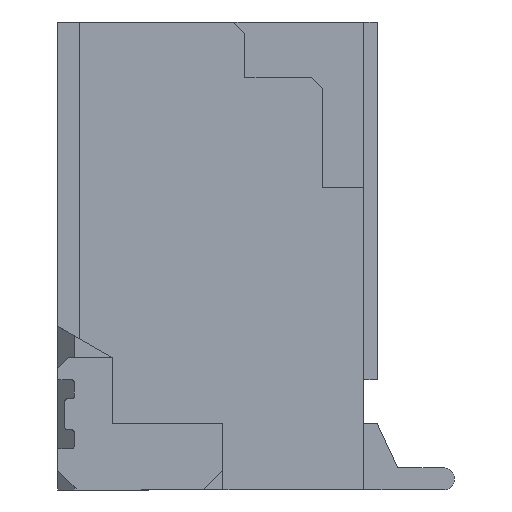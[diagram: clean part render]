
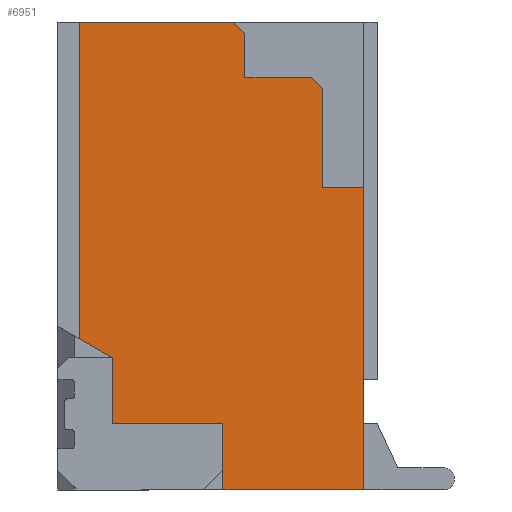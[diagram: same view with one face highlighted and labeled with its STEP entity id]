
A CAD part, left-side view. The second image highlights one B-rep face of the part: STEP entity #6951.
In plain terms, the highlighted planar face has unit normal (-1, 0, 0).
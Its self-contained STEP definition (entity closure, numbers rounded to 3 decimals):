
#231=FACE_OUTER_BOUND('',#647,.T.);
#647=EDGE_LOOP('',(#5064,#5065,#5066,#5067,#5068,#5069,#5070,#5071,#5072,
#5073,#5074,#5075,#5076,#5077));
#1207=LINE('',#10157,#2153);
#1293=LINE('',#10329,#2239);
#1317=LINE('',#10374,#2263);
#1318=LINE('',#10376,#2264);
#1319=LINE('',#10378,#2265);
#1320=LINE('',#10380,#2266);
#1321=LINE('',#10382,#2267);
#1322=LINE('',#10383,#2268);
#1323=LINE('',#10385,#2269);
#1324=LINE('',#10387,#2270);
#1325=LINE('',#10389,#2271);
#1326=LINE('',#10391,#2272);
#1327=LINE('',#10393,#2273);
#1328=LINE('',#10394,#2274);
#2153=VECTOR('',#8208,1000.);
#2239=VECTOR('',#8302,1000.);
#2263=VECTOR('',#8328,1000.);
#2264=VECTOR('',#8329,1000.);
#2265=VECTOR('',#8330,1000.);
#2266=VECTOR('',#8331,1000.);
#2267=VECTOR('',#8332,1000.);
#2268=VECTOR('',#8333,1000.);
#2269=VECTOR('',#8334,1000.);
#2270=VECTOR('',#8335,1000.);
#2271=VECTOR('',#8336,1000.);
#2272=VECTOR('',#8337,1000.);
#2273=VECTOR('',#8338,1000.);
#2274=VECTOR('',#8339,1000.);
#3055=VERTEX_POINT('',#10154);
#3056=VERTEX_POINT('',#10156);
#3137=VERTEX_POINT('',#10326);
#3138=VERTEX_POINT('',#10328);
#3158=VERTEX_POINT('',#10373);
#3159=VERTEX_POINT('',#10375);
#3160=VERTEX_POINT('',#10377);
#3161=VERTEX_POINT('',#10379);
#3162=VERTEX_POINT('',#10381);
#3163=VERTEX_POINT('',#10384);
#3164=VERTEX_POINT('',#10386);
#3165=VERTEX_POINT('',#10388);
#3166=VERTEX_POINT('',#10390);
#3167=VERTEX_POINT('',#10392);
#3773=EDGE_CURVE('',#3055,#3056,#1207,.T.);
#3859=EDGE_CURVE('',#3137,#3138,#1293,.T.);
#3883=EDGE_CURVE('',#3137,#3158,#1317,.T.);
#3884=EDGE_CURVE('',#3159,#3158,#1318,.T.);
#3885=EDGE_CURVE('',#3160,#3159,#1319,.T.);
#3886=EDGE_CURVE('',#3161,#3160,#1320,.T.);
#3887=EDGE_CURVE('',#3162,#3161,#1321,.T.);
#3888=EDGE_CURVE('',#3056,#3162,#1322,.T.);
#3889=EDGE_CURVE('',#3055,#3163,#1323,.T.);
#3890=EDGE_CURVE('',#3163,#3164,#1324,.T.);
#3891=EDGE_CURVE('',#3164,#3165,#1325,.T.);
#3892=EDGE_CURVE('',#3165,#3166,#1326,.T.);
#3893=EDGE_CURVE('',#3166,#3167,#1327,.T.);
#3894=EDGE_CURVE('',#3167,#3138,#1328,.T.);
#5064=ORIENTED_EDGE('',*,*,#3859,.F.);
#5065=ORIENTED_EDGE('',*,*,#3883,.T.);
#5066=ORIENTED_EDGE('',*,*,#3884,.F.);
#5067=ORIENTED_EDGE('',*,*,#3885,.F.);
#5068=ORIENTED_EDGE('',*,*,#3886,.F.);
#5069=ORIENTED_EDGE('',*,*,#3887,.F.);
#5070=ORIENTED_EDGE('',*,*,#3888,.F.);
#5071=ORIENTED_EDGE('',*,*,#3773,.F.);
#5072=ORIENTED_EDGE('',*,*,#3889,.T.);
#5073=ORIENTED_EDGE('',*,*,#3890,.T.);
#5074=ORIENTED_EDGE('',*,*,#3891,.T.);
#5075=ORIENTED_EDGE('',*,*,#3892,.T.);
#5076=ORIENTED_EDGE('',*,*,#3893,.T.);
#5077=ORIENTED_EDGE('',*,*,#3894,.T.);
#6561=PLANE('',#7414);
#6951=ADVANCED_FACE('',(#231),#6561,.T.);
#7414=AXIS2_PLACEMENT_3D('',#10372,#8326,#8327);
#8208=DIRECTION('',(0.,-1.,0.));
#8302=DIRECTION('',(0.,0.,1.));
#8326=DIRECTION('center_axis',(-1.,0.,0.));
#8327=DIRECTION('ref_axis',(0.,0.,1.));
#8328=DIRECTION('',(0.,-1.,0.));
#8329=DIRECTION('',(0.,0.5,-0.866));
#8330=DIRECTION('',(0.,1.,0.));
#8331=DIRECTION('',(0.,0.,-1.));
#8332=DIRECTION('',(0.,1.,0.));
#8333=DIRECTION('',(0.,0.,-1.));
#8334=DIRECTION('',(0.,0.,-1.));
#8335=DIRECTION('',(0.,1.,0.));
#8336=DIRECTION('',(0.,0.707,-0.707));
#8337=DIRECTION('',(0.,0.,-1.));
#8338=DIRECTION('',(0.,1.,0.));
#8339=DIRECTION('',(0.,0.707,-0.707));
#10154=CARTESIAN_POINT('',(-4.,2.75,1.33));
#10156=CARTESIAN_POINT('',(-4.,0.,1.33));
#10157=CARTESIAN_POINT('',(-4.,1.,1.33));
#10326=CARTESIAN_POINT('',(-4.,4.25,-1.25));
#10328=CARTESIAN_POINT('',(-4.,4.25,0.15));
#10329=CARTESIAN_POINT('',(-4.,4.25,1.45));
#10372=CARTESIAN_POINT('Origin',(-4.,0.,0.));
#10373=CARTESIAN_POINT('',(-4.,1.373,-1.25));
#10374=CARTESIAN_POINT('',(-4.,0.,-1.25));
#10375=CARTESIAN_POINT('',(-4.,1.2,-0.95));
#10376=CARTESIAN_POINT('',(-4.,0.489,0.282));
#10377=CARTESIAN_POINT('',(-4.,0.6,-0.95));
#10378=CARTESIAN_POINT('',(-4.,0.,-0.95));
#10379=CARTESIAN_POINT('',(-4.,0.6,0.05));
#10380=CARTESIAN_POINT('',(-4.,0.6,0.));
#10381=CARTESIAN_POINT('',(-4.,0.,0.05));
#10382=CARTESIAN_POINT('',(-4.,0.,0.05));
#10383=CARTESIAN_POINT('',(-4.,0.,1.33));
#10384=CARTESIAN_POINT('',(-4.,2.75,0.95));
#10385=CARTESIAN_POINT('',(-4.,2.75,0.));
#10386=CARTESIAN_POINT('',(-4.,3.65,0.95));
#10387=CARTESIAN_POINT('',(-4.,0.,0.95));
#10388=CARTESIAN_POINT('',(-4.,3.75,0.85));
#10389=CARTESIAN_POINT('',(-4.,2.3,2.3));
#10390=CARTESIAN_POINT('',(-4.,3.75,0.25));
#10391=CARTESIAN_POINT('',(-4.,3.75,0.));
#10392=CARTESIAN_POINT('',(-4.,4.15,0.25));
#10393=CARTESIAN_POINT('',(-4.,0.,0.25));
#10394=CARTESIAN_POINT('',(-4.,2.2,2.2));
